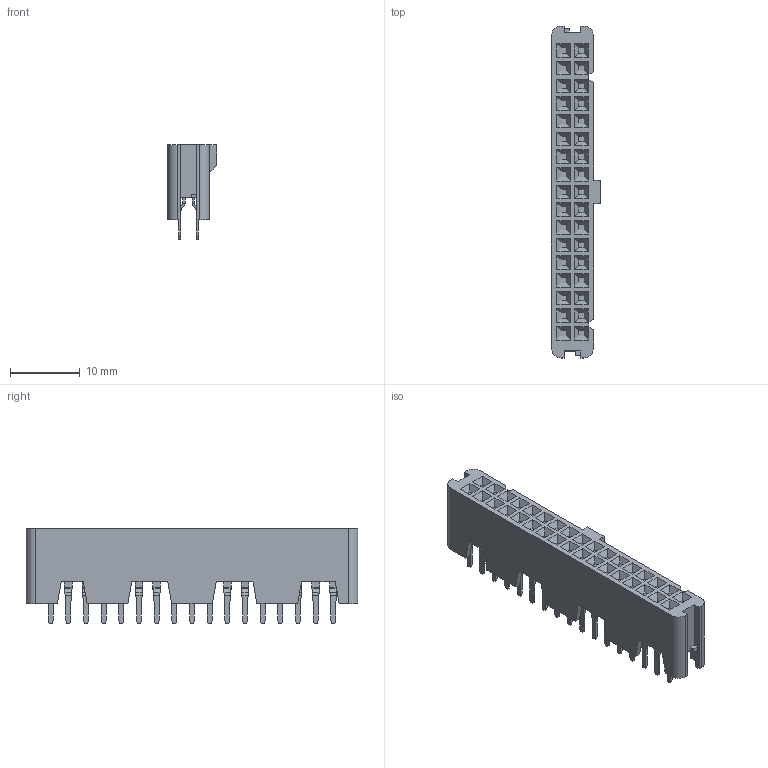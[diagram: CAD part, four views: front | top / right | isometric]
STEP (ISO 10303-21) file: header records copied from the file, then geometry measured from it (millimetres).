
FILE_DESCRIPTION (( 'STEP AP214' ), '1' );
FILE_NAME ('8534-4500PL_02.STEP', '2020-08-11T08:52:31', ( '' ), ( '' ), 'SwSTEP 2.0', 'SolidWorks 2020', '' );
FILE_SCHEMA (( 'AUTOMOTIVE_DESIGN' ));
Length unit declared in the file: millimetre
Products named in the file (1): 8534-4500PL_02
Bounding box: 7.05 x 47.7 x 13.6 mm (x, y, z)
Volume: 2275.5 mm3; surface area: 2415 mm2
Topology: 1 solids, 1 shells, 1047 faces, 2792 edges, 1815 vertices
Faces by surface type: plane 903, cylinder 144
Entity records: 37561 total; most frequent: CARTESIAN_POINT 6746, ORIENTED_EDGE 5584, DIRECTION 4631, EDGE_CURVE 2792, VECTOR 2503, LINE 2503, VERTEX_POINT 1815, EDGE_LOOP 1115
